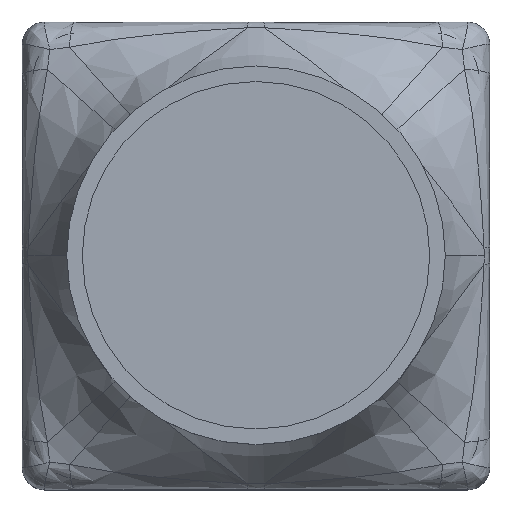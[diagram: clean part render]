
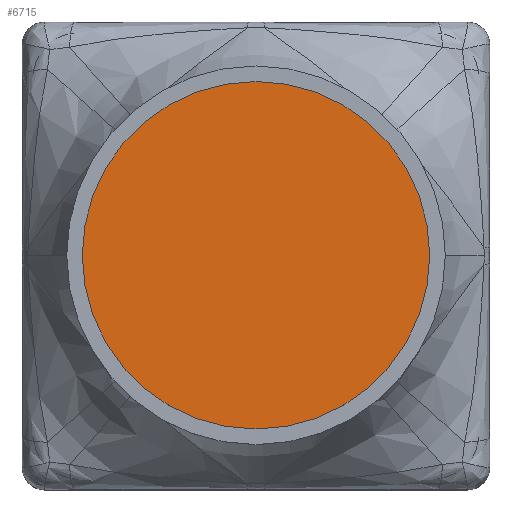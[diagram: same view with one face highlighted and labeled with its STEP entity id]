
A CAD part, top view. The second image highlights one B-rep face of the part: STEP entity #6715.
In plain terms, the highlighted planar face has unit normal (0, 0, 1).
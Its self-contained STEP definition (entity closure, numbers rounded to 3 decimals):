
#5885 = VERTEX_POINT('',#5886);
#5886 = CARTESIAN_POINT('',(-3.87,0.021,
    12.378));
#5892 = EDGE_CURVE('',#5893,#5885,#5895,.T.);
#5893 = VERTEX_POINT('',#5894);
#5894 = CARTESIAN_POINT('',(3.93,0.021,
    12.378));
#5895 = CIRCLE('',#5896,3.9);
#5896 = AXIS2_PLACEMENT_3D('',#5897,#5898,#5899);
#5897 = CARTESIAN_POINT('',(0.03,0.021,
    12.378));
#5898 = DIRECTION('',(0.,0.,1.));
#5899 = DIRECTION('',(1.,0.,0.));
#6704 = EDGE_CURVE('',#5885,#5893,#6705,.T.);
#6705 = CIRCLE('',#6706,3.9);
#6706 = AXIS2_PLACEMENT_3D('',#6707,#6708,#6709);
#6707 = CARTESIAN_POINT('',(0.03,0.021,
    12.378));
#6708 = DIRECTION('',(0.,0.,1.));
#6709 = DIRECTION('',(1.,0.,0.));
#6715 = ADVANCED_FACE('',(#6716),#6720,.F.);
#6716 = FACE_BOUND('',#6717,.T.);
#6717 = EDGE_LOOP('',(#6718,#6719));
#6718 = ORIENTED_EDGE('',*,*,#5892,.T.);
#6719 = ORIENTED_EDGE('',*,*,#6704,.T.);
#6720 = PLANE('',#6721);
#6721 = AXIS2_PLACEMENT_3D('',#6722,#6723,#6724);
#6722 = CARTESIAN_POINT('',(-4.22,0.021,
    12.378));
#6723 = DIRECTION('',(0.,0.,-1.));
#6724 = DIRECTION('',(-1.,0.,0.));
